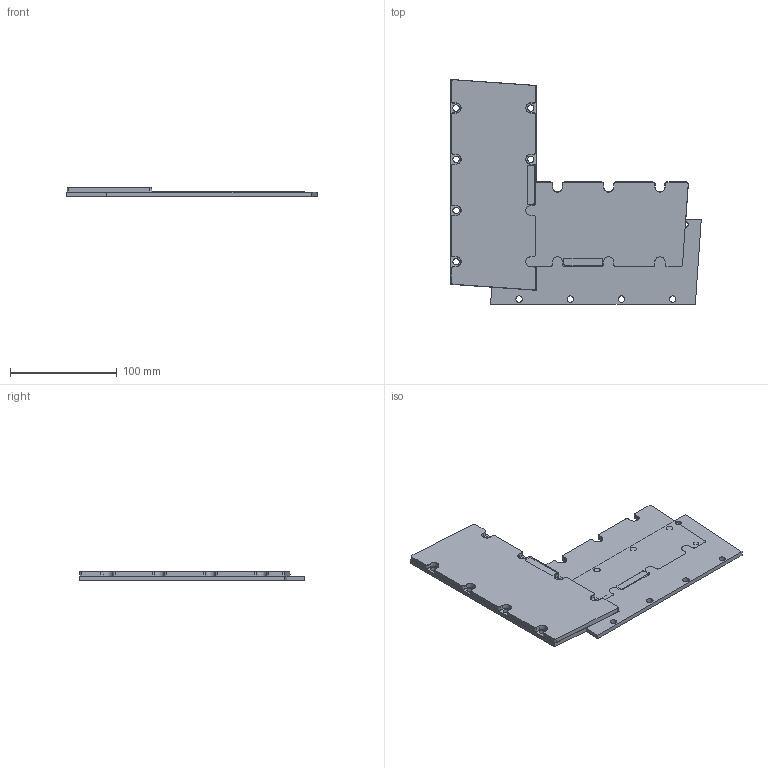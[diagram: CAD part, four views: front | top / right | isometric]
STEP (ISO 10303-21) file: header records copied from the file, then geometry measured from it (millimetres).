
FILE_DESCRIPTION( ( 'Unknown' ), '1' );
FILE_NAME( 'Magnetplate TL192 15052006.stp', 'Unknown', ( 'Unknown' ), ( 'Unknown' ), 'XStep 1.0', 'Unknown', ' ' );
FILE_SCHEMA( ( 'CONFIG_CONTROL_DESIGN' ) );
Length unit declared in the file: millimetre
Products named in the file (18): 4022 368 09403; Assem1; 4022 362 61795; Giethars 192mm; Gravering 192mm
Bounding box: 234.72 x 210.72 x 8.2 mm (x, y, z)
Volume: 302781 mm3; surface area: 163172.5 mm2
Topology: 33 solids, 33 shells, 482 faces, 1272 edges, 858 vertices
Faces by surface type: plane 330, cone 56, cylinder 50, extrusion 46
Full cylindrical faces by diameter (mm): 5 x6, 6 x24
Entity records: 8468 total; most frequent: CARTESIAN_POINT 2399, ORIENTED_EDGE 1156, DIRECTION 921, EDGE_CURVE 578, VERTEX_POINT 392, AXIS2_PLACEMENT_3D 316, VECTOR 289, EDGE_LOOP 266
